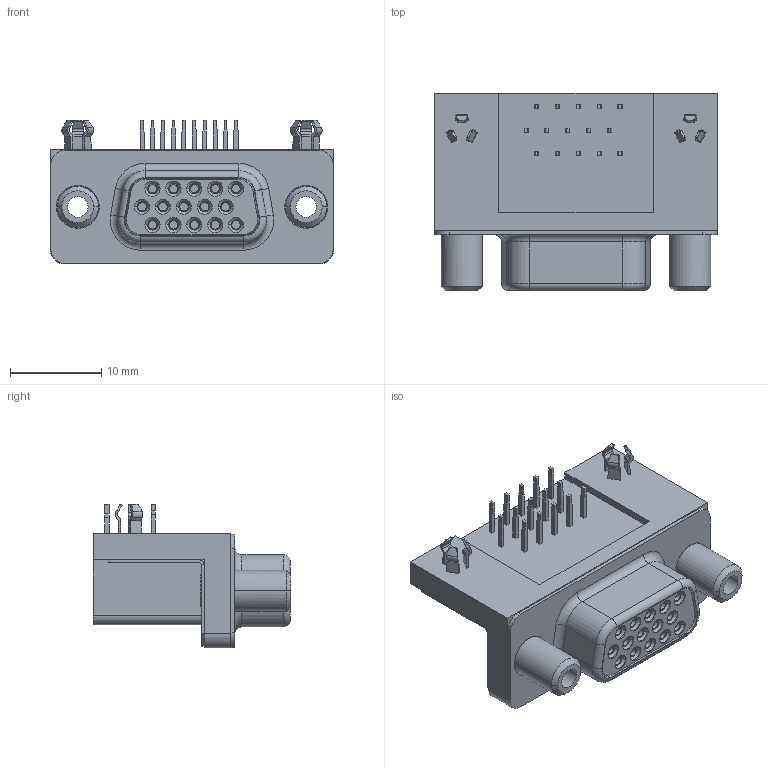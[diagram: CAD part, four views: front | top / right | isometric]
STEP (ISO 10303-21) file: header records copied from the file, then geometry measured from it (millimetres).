
FILE_DESCRIPTION((''),'2;1');
FILE_NAME('PICD15S13E6GV09LF','2013-08-01T',('ababu'),('FCI - ELX Division'),'PRO/ENGINEER BY PARAMETRIC TECHNOLOGY CORPORATION, 2012070','PRO/ENGINEER BY PARAMETRIC TECHNOLOGY CORPORATION, 2012070','');
FILE_SCHEMA(('CONFIG_CONTROL_DESIGN'));
Length unit declared in the file: millimetre
Products named in the file (1): PICD15S13E6GV09LF
Bounding box: 31 x 21.63 x 15.75 mm (x, y, z)
Volume: 4501.3 mm3; surface area: 3625 mm2
Topology: 1 solids, 1 shells, 555 faces, 1378 edges, 890 vertices
Faces by surface type: plane 307, cylinder 178, cone 42, torus 28
Entity records: 17430 total; most frequent: CARTESIAN_POINT 4047, ORIENTED_EDGE 2756, DIRECTION 2738, EDGE_CURVE 1378, AXIS2_PLACEMENT_3D 915, VECTOR 908, LINE 908, VERTEX_POINT 890
